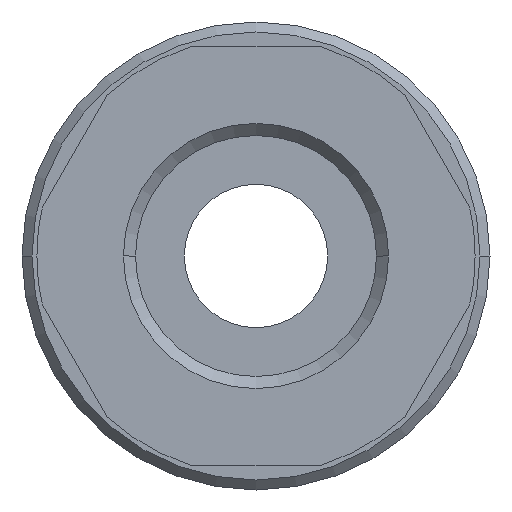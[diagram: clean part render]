
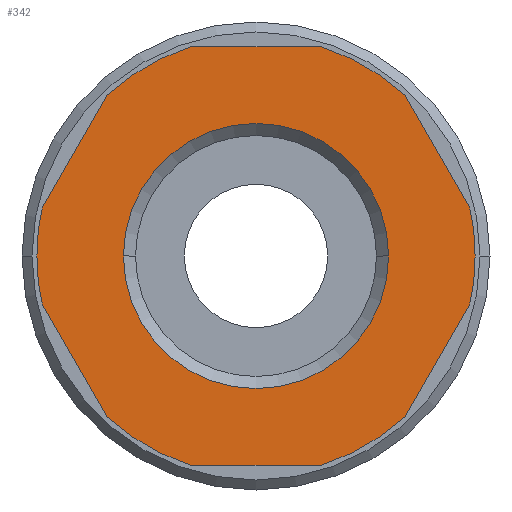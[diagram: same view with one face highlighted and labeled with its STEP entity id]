
A CAD part, front view. The second image highlights one B-rep face of the part: STEP entity #342.
In plain terms, the highlighted planar face has unit normal (0, -1, 0).
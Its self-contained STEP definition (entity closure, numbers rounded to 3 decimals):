
#342=ADVANCED_FACE('',(#698,#699),#700,.T.);
#698=FACE_BOUND('',#1061,.T.);
#699=FACE_OUTER_BOUND('',#1062,.T.);
#700=PLANE('',#1063);
#1061=EDGE_LOOP('',(#1933,#1934));
#1062=EDGE_LOOP('',(#1935,#1936,#1937,#1938,#1939,#1940,#1941,#1942,#1943,#1944,#1945,#1946,#1947,#1948));
#1063=AXIS2_PLACEMENT_3D('',#1949,#1950,#1951);
#1933=ORIENTED_EDGE('',*,*,#2320,.T.);
#1934=ORIENTED_EDGE('',*,*,#2379,.T.);
#1935=ORIENTED_EDGE('',*,*,#2267,.F.);
#1936=ORIENTED_EDGE('',*,*,#2365,.F.);
#1937=ORIENTED_EDGE('',*,*,#2390,.F.);
#1938=ORIENTED_EDGE('',*,*,#2202,.F.);
#1939=ORIENTED_EDGE('',*,*,#2253,.F.);
#1940=ORIENTED_EDGE('',*,*,#2347,.F.);
#1941=ORIENTED_EDGE('',*,*,#2355,.F.);
#1942=ORIENTED_EDGE('',*,*,#2285,.F.);
#1943=ORIENTED_EDGE('',*,*,#2371,.F.);
#1944=ORIENTED_EDGE('',*,*,#2055,.F.);
#1945=ORIENTED_EDGE('',*,*,#2210,.F.);
#1946=ORIENTED_EDGE('',*,*,#2391,.F.);
#1947=ORIENTED_EDGE('',*,*,#2383,.F.);
#1948=ORIENTED_EDGE('',*,*,#2172,.F.);
#1949=CARTESIAN_POINT('',(5.5,0.0,0.0));
#1950=DIRECTION('',(-0.0,-1.0,-0.0));
#1951=DIRECTION('',(-1.0,0.0,0.0));
#2055=EDGE_CURVE('',#2419,#2421,#2422,.T.);
#2172=EDGE_CURVE('',#2619,#2617,#2621,.T.);
#2202=EDGE_CURVE('',#2660,#2658,#2662,.T.);
#2210=EDGE_CURVE('',#2673,#2419,#2675,.T.);
#2253=EDGE_CURVE('',#2729,#2660,#2731,.T.);
#2267=EDGE_CURVE('',#2749,#2619,#2751,.T.);
#2285=EDGE_CURVE('',#2770,#2772,#2773,.T.);
#2320=EDGE_CURVE('',#2816,#2814,#2817,.T.);
#2347=EDGE_CURVE('',#2845,#2729,#2847,.T.);
#2355=EDGE_CURVE('',#2772,#2845,#2855,.T.);
#2365=EDGE_CURVE('',#2864,#2749,#2866,.T.);
#2371=EDGE_CURVE('',#2421,#2770,#2872,.T.);
#2379=EDGE_CURVE('',#2814,#2816,#2880,.T.);
#2383=EDGE_CURVE('',#2617,#2884,#2885,.T.);
#2390=EDGE_CURVE('',#2658,#2864,#2892,.T.);
#2391=EDGE_CURVE('',#2884,#2673,#2893,.T.);
#2419=VERTEX_POINT('',#2967);
#2421=VERTEX_POINT('',#2970);
#2422=LINE('',#2971,#2972);
#2617=VERTEX_POINT('',#3271);
#2619=VERTEX_POINT('',#3274);
#2621=CIRCLE('',#3277,11.0);
#2658=VERTEX_POINT('',#3343);
#2660=VERTEX_POINT('',#3346);
#2662=CIRCLE('',#3349,11.0);
#2673=VERTEX_POINT('',#3362);
#2675=CIRCLE('',#3365,11.0);
#2729=VERTEX_POINT('',#3473);
#2731=LINE('',#3476,#3477);
#2749=VERTEX_POINT('',#3518);
#2751=LINE('',#3521,#3522);
#2770=VERTEX_POINT('',#3558);
#2772=VERTEX_POINT('',#3561);
#2773=LINE('',#3562,#3563);
#2814=VERTEX_POINT('',#3622);
#2816=VERTEX_POINT('',#3625);
#2817=CIRCLE('',#3626,6.655);
#2845=VERTEX_POINT('',#3690);
#2847=CIRCLE('',#3693,11.0);
#2855=CIRCLE('',#3701,11.0);
#2864=VERTEX_POINT('',#3711);
#2866=CIRCLE('',#3714,11.0);
#2872=CIRCLE('',#3722,11.0);
#2880=CIRCLE('',#3741,6.655);
#2884=VERTEX_POINT('',#3745);
#2885=CIRCLE('',#3746,11.0);
#2892=LINE('',#3756,#3757);
#2893=LINE('',#3758,#3759);
#2967=CARTESIAN_POINT('',(-3.279,0.0,10.5));
#2970=CARTESIAN_POINT('',(3.279,0.0,10.5));
#2971=CARTESIAN_POINT('',(2.75,0.0,10.5));
#2972=VECTOR('',#3775,1.0);
#3271=CARTESIAN_POINT('',(-11.0,0.0,0.));
#3274=CARTESIAN_POINT('',(-10.733,0.0,-2.411));
#3277=AXIS2_PLACEMENT_3D('',#3960,#3961,#3962);
#3343=CARTESIAN_POINT('',(3.279,0.0,-10.5));
#3346=CARTESIAN_POINT('',(7.454,0.0,-8.089));
#3349=AXIS2_PLACEMENT_3D('',#4002,#4003,#4004);
#3362=CARTESIAN_POINT('',(-7.454,0.0,8.089));
#3365=AXIS2_PLACEMENT_3D('',#4014,#4015,#4016);
#3473=CARTESIAN_POINT('',(10.733,0.0,-2.411));
#3476=CARTESIAN_POINT('',(9.781,0.0,-4.059));
#3477=VECTOR('',#4073,1.0);
#3518=CARTESIAN_POINT('',(-7.454,0.0,-8.089));
#3521=CARTESIAN_POINT('',(-8.406,0.0,-6.441));
#3522=VECTOR('',#4091,1.0);
#3558=CARTESIAN_POINT('',(7.454,0.0,8.089));
#3561=CARTESIAN_POINT('',(10.733,0.0,2.411));
#3562=CARTESIAN_POINT('',(9.781,0.0,4.059));
#3563=VECTOR('',#4108,1.0);
#3622=CARTESIAN_POINT('',(6.655,0.0,0.));
#3625=CARTESIAN_POINT('',(-6.655,0.0,0.));
#3626=AXIS2_PLACEMENT_3D('',#4159,#4160,#4161);
#3690=CARTESIAN_POINT('',(11.0,0.0,0.));
#3693=AXIS2_PLACEMENT_3D('',#4184,#4185,#4186);
#3701=AXIS2_PLACEMENT_3D('',#4199,#4200,#4201);
#3711=CARTESIAN_POINT('',(-3.279,0.0,-10.5));
#3714=AXIS2_PLACEMENT_3D('',#4207,#4208,#4209);
#3722=AXIS2_PLACEMENT_3D('',#4212,#4213,#4214);
#3741=AXIS2_PLACEMENT_3D('',#4218,#4219,#4220);
#3745=CARTESIAN_POINT('',(-10.733,0.0,2.411));
#3746=AXIS2_PLACEMENT_3D('',#4221,#4222,#4223);
#3756=CARTESIAN_POINT('',(2.75,0.0,-10.5));
#3757=VECTOR('',#4227,1.0);
#3758=CARTESIAN_POINT('',(-8.406,0.0,6.441));
#3759=VECTOR('',#4228,1.0);
#3775=DIRECTION('',(1.0,-0.0,0.));
#3960=CARTESIAN_POINT('',(0.0,0.0,0.0));
#3961=DIRECTION('',(-0.0,1.0,0.0));
#3962=DIRECTION('',(1.0,0.0,0.0));
#4002=CARTESIAN_POINT('',(0.0,0.0,0.0));
#4003=DIRECTION('',(-0.0,1.0,0.0));
#4004=DIRECTION('',(1.0,0.0,0.0));
#4014=CARTESIAN_POINT('',(0.0,0.0,0.0));
#4015=DIRECTION('',(-0.0,1.0,0.0));
#4016=DIRECTION('',(1.0,0.0,0.0));
#4073=DIRECTION('',(-0.5,0.0,-0.866));
#4091=DIRECTION('',(-0.5,0.0,0.866));
#4108=DIRECTION('',(0.5,0.0,-0.866));
#4159=CARTESIAN_POINT('',(0.0,0.0,0.0));
#4160=DIRECTION('',(-0.0,1.0,0.0));
#4161=DIRECTION('',(1.0,0.0,0.0));
#4184=CARTESIAN_POINT('',(0.0,0.0,0.0));
#4185=DIRECTION('',(-0.0,1.0,0.0));
#4186=DIRECTION('',(1.0,0.0,0.0));
#4199=CARTESIAN_POINT('',(0.0,0.0,0.0));
#4200=DIRECTION('',(-0.0,1.0,0.0));
#4201=DIRECTION('',(1.0,0.0,0.0));
#4207=CARTESIAN_POINT('',(0.0,0.0,0.0));
#4208=DIRECTION('',(-0.0,1.0,0.0));
#4209=DIRECTION('',(1.0,0.0,0.0));
#4212=CARTESIAN_POINT('',(0.0,0.0,0.0));
#4213=DIRECTION('',(-0.0,1.0,0.0));
#4214=DIRECTION('',(1.0,0.0,0.0));
#4218=CARTESIAN_POINT('',(0.0,0.0,0.0));
#4219=DIRECTION('',(-0.0,1.0,0.0));
#4220=DIRECTION('',(1.0,0.0,0.0));
#4221=CARTESIAN_POINT('',(0.0,0.0,0.0));
#4222=DIRECTION('',(-0.0,1.0,0.0));
#4223=DIRECTION('',(1.0,0.0,0.0));
#4227=DIRECTION('',(-1.0,0.0,0.0));
#4228=DIRECTION('',(0.5,-0.0,0.866));
